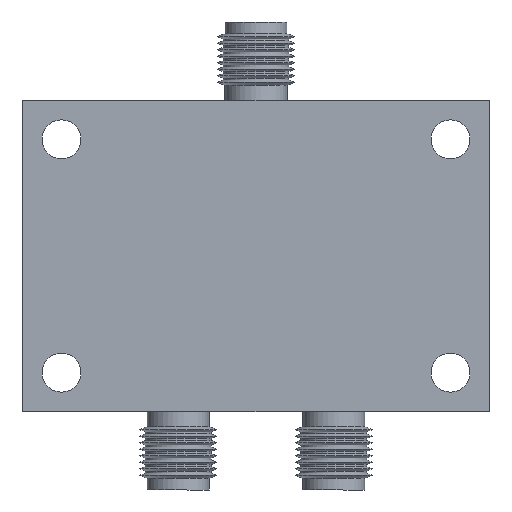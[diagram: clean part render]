
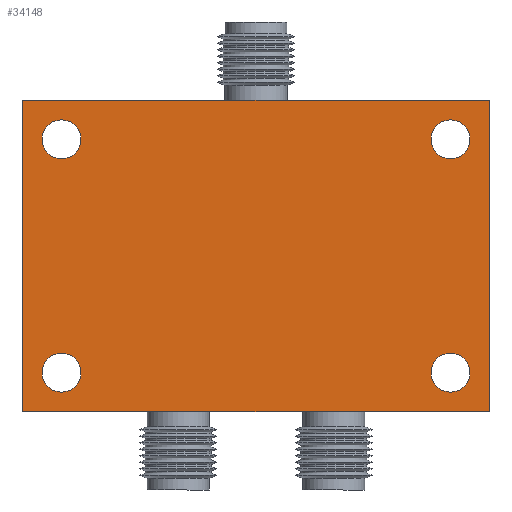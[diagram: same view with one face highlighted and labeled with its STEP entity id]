
A CAD part, front view. The second image highlights one B-rep face of the part: STEP entity #34148.
In plain terms, the highlighted planar face has unit normal (0, -1, 0).
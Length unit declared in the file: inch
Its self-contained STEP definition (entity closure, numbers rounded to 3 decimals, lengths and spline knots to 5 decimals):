
#33 = DIRECTION ( 'NONE',  ( 0., 1., 0. ) ) ;
#76 = FACE_BOUND ( 'NONE', #4365, .T. ) ;
#159 = DIRECTION ( 'NONE',  ( 0., 1., 0. ) ) ;
#197 = CARTESIAN_POINT ( 'NONE',  ( -3.38364, -0.20057, 3.92866 ) ) ;
#349 = CIRCLE ( 'NONE', #4315, 0.0625 ) ;
#502 = AXIS2_PLACEMENT_3D ( 'NONE', #10489, #159, #21411 ) ;
#558 = LINE ( 'NONE', #7533, #18886 ) ;
#663 = AXIS2_PLACEMENT_3D ( 'NONE', #5424, #18740, #2596 ) ;
#1069 = EDGE_LOOP ( 'NONE', ( #8400, #29515, #28117, #5157 ) ) ;
#1875 = DIRECTION ( 'NONE',  ( 0., 0., -1. ) ) ;
#2321 = CIRCLE ( 'NONE', #26454, 0.0625 ) ;
#2328 = CARTESIAN_POINT ( 'NONE',  ( -3.38364, -0.20057, 4.67866 ) ) ;
#2340 = CIRCLE ( 'NONE', #663, 0.0625 ) ;
#2374 = CARTESIAN_POINT ( 'NONE',  ( -3.38364, -0.20057, 3.80366 ) ) ;
#2596 = DIRECTION ( 'NONE',  ( 0., 0., 1. ) ) ;
#2867 = VERTEX_POINT ( 'NONE', #2328 ) ;
#3388 = CARTESIAN_POINT ( 'NONE',  ( -3.25864, -0.20057, 4.74116 ) ) ;
#3695 = DIRECTION ( 'NONE',  ( 0., 1., 0. ) ) ;
#3864 = VERTEX_POINT ( 'NONE', #22636 ) ;
#3892 = CARTESIAN_POINT ( 'NONE',  ( -4.75864, -0.20057, 4.74116 ) ) ;
#4179 = VERTEX_POINT ( 'NONE', #3388 ) ;
#4315 = AXIS2_PLACEMENT_3D ( 'NONE', #29204, #33, #29382 ) ;
#4347 = CARTESIAN_POINT ( 'NONE',  ( -3.25864, -0.20057, 4.74116 ) ) ;
#4365 = EDGE_LOOP ( 'NONE', ( #7465, #5510 ) ) ;
#4722 = DIRECTION ( 'NONE',  ( -1., 0., 0. ) ) ;
#5157 = ORIENTED_EDGE ( 'NONE', *, *, #32264, .F. ) ;
#5424 = CARTESIAN_POINT ( 'NONE',  ( -3.38364, -0.20057, 3.86616 ) ) ;
#5510 = ORIENTED_EDGE ( 'NONE', *, *, #12298, .T. ) ;
#5548 = EDGE_CURVE ( 'NONE', #18165, #17475, #18820, .T. ) ;
#5705 = EDGE_CURVE ( 'NONE', #17475, #18165, #349, .T. ) ;
#6341 = ORIENTED_EDGE ( 'NONE', *, *, #5548, .T. ) ;
#6498 = DIRECTION ( 'NONE',  ( 0., 0., 1. ) ) ;
#7465 = ORIENTED_EDGE ( 'NONE', *, *, #22111, .T. ) ;
#7533 = CARTESIAN_POINT ( 'NONE',  ( -4.75864, -0.20057, 3.74116 ) ) ;
#7653 = EDGE_CURVE ( 'NONE', #18891, #27806, #558, .T. ) ;
#8151 = VERTEX_POINT ( 'NONE', #2374 ) ;
#8303 = ORIENTED_EDGE ( 'NONE', *, *, #27140, .T. ) ;
#8400 = ORIENTED_EDGE ( 'NONE', *, *, #33401, .F. ) ;
#8437 = AXIS2_PLACEMENT_3D ( 'NONE', #29727, #16853, #19684 ) ;
#8823 = LINE ( 'NONE', #30106, #23260 ) ;
#8964 = FACE_BOUND ( 'NONE', #12899, .T. ) ;
#9613 = CARTESIAN_POINT ( 'NONE',  ( -4.63364, -0.20057, 3.86616 ) ) ;
#10489 = CARTESIAN_POINT ( 'NONE',  ( -3.38364, -0.20057, 4.61616 ) ) ;
#10759 = FACE_BOUND ( 'NONE', #24620, .T. ) ;
#11491 = CARTESIAN_POINT ( 'NONE',  ( -4.63364, -0.20057, 4.67866 ) ) ;
#12005 = CARTESIAN_POINT ( 'NONE',  ( -3.38364, -0.20057, 3.86616 ) ) ;
#12298 = EDGE_CURVE ( 'NONE', #21067, #23064, #19611, .T. ) ;
#12899 = EDGE_LOOP ( 'NONE', ( #25895, #6341 ) ) ;
#13093 = EDGE_CURVE ( 'NONE', #8151, #16126, #2340, .T. ) ;
#13578 = DIRECTION ( 'NONE',  ( 0., -1., 0. ) ) ;
#13717 = EDGE_CURVE ( 'NONE', #4179, #18891, #15383, .T. ) ;
#14141 = DIRECTION ( 'NONE',  ( 0., 1., 0. ) ) ;
#14908 = AXIS2_PLACEMENT_3D ( 'NONE', #16705, #33093, #17067 ) ;
#15383 = LINE ( 'NONE', #4347, #27636 ) ;
#15626 = CIRCLE ( 'NONE', #502, 0.0625 ) ;
#15890 = CARTESIAN_POINT ( 'NONE',  ( -4.63364, -0.20057, 3.92866 ) ) ;
#16126 = VERTEX_POINT ( 'NONE', #197 ) ;
#16705 = CARTESIAN_POINT ( 'NONE',  ( -4.63364, -0.20057, 4.61616 ) ) ;
#16842 = PLANE ( 'NONE',  #26275 ) ;
#16853 = DIRECTION ( 'NONE',  ( 0., 1., 0. ) ) ;
#17019 = CARTESIAN_POINT ( 'NONE',  ( -4.75864, -0.20057, 4.74116 ) ) ;
#17067 = DIRECTION ( 'NONE',  ( 0., 0., 1. ) ) ;
#17142 = CARTESIAN_POINT ( 'NONE',  ( -4.63364, -0.20057, 3.80366 ) ) ;
#17475 = VERTEX_POINT ( 'NONE', #11491 ) ;
#17841 = DIRECTION ( 'NONE',  ( 0., 0., 1. ) ) ;
#18165 = VERTEX_POINT ( 'NONE', #19845 ) ;
#18740 = DIRECTION ( 'NONE',  ( 0., 1., 0. ) ) ;
#18820 = CIRCLE ( 'NONE', #14908, 0.0625 ) ;
#18886 = VECTOR ( 'NONE', #4722, 39.37008 ) ;
#18891 = VERTEX_POINT ( 'NONE', #33138 ) ;
#18919 = VECTOR ( 'NONE', #22143, 39.37008 ) ;
#19611 = CIRCLE ( 'NONE', #31427, 0.0625 ) ;
#19684 = DIRECTION ( 'NONE',  ( 0., 0., 1. ) ) ;
#19705 = DIRECTION ( 'NONE',  ( 1., 0., 0. ) ) ;
#19753 = DIRECTION ( 'NONE',  ( 0., 0., 1. ) ) ;
#19845 = CARTESIAN_POINT ( 'NONE',  ( -4.63364, -0.20057, 4.55366 ) ) ;
#20139 = VERTEX_POINT ( 'NONE', #23240 ) ;
#21067 = VERTEX_POINT ( 'NONE', #17142 ) ;
#21411 = DIRECTION ( 'NONE',  ( 0., 0., 1. ) ) ;
#21496 = FACE_BOUND ( 'NONE', #33814, .T. ) ;
#22111 = EDGE_CURVE ( 'NONE', #23064, #21067, #2321, .T. ) ;
#22143 = DIRECTION ( 'NONE',  ( 0., 0., 1. ) ) ;
#22212 = EDGE_CURVE ( 'NONE', #16126, #8151, #28758, .T. ) ;
#22499 = DIRECTION ( 'NONE',  ( 0., 0., -1. ) ) ;
#22636 = CARTESIAN_POINT ( 'NONE',  ( -4.75864, -0.20057, 4.74116 ) ) ;
#23064 = VERTEX_POINT ( 'NONE', #15890 ) ;
#23240 = CARTESIAN_POINT ( 'NONE',  ( -3.38364, -0.20057, 4.55366 ) ) ;
#23260 = VECTOR ( 'NONE', #19705, 39.37008 ) ;
#24019 = ORIENTED_EDGE ( 'NONE', *, *, #25908, .T. ) ;
#24620 = EDGE_LOOP ( 'NONE', ( #26446, #30478 ) ) ;
#25135 = LINE ( 'NONE', #17019, #18919 ) ;
#25895 = ORIENTED_EDGE ( 'NONE', *, *, #5705, .T. ) ;
#25908 = EDGE_CURVE ( 'NONE', #20139, #2867, #15626, .T. ) ;
#26275 = AXIS2_PLACEMENT_3D ( 'NONE', #3892, #13578, #22499 ) ;
#26390 = CIRCLE ( 'NONE', #8437, 0.0625 ) ;
#26446 = ORIENTED_EDGE ( 'NONE', *, *, #22212, .T. ) ;
#26454 = AXIS2_PLACEMENT_3D ( 'NONE', #9613, #31069, #17841 ) ;
#27140 = EDGE_CURVE ( 'NONE', #2867, #20139, #26390, .T. ) ;
#27636 = VECTOR ( 'NONE', #1875, 39.37008 ) ;
#27657 = CARTESIAN_POINT ( 'NONE',  ( -4.75864, -0.20057, 3.74116 ) ) ;
#27775 = FACE_OUTER_BOUND ( 'NONE', #1069, .T. ) ;
#27806 = VERTEX_POINT ( 'NONE', #27657 ) ;
#28117 = ORIENTED_EDGE ( 'NONE', *, *, #13717, .F. ) ;
#28758 = CIRCLE ( 'NONE', #34322, 0.0625 ) ;
#29204 = CARTESIAN_POINT ( 'NONE',  ( -4.63364, -0.20057, 4.61616 ) ) ;
#29382 = DIRECTION ( 'NONE',  ( 0., 0., 1. ) ) ;
#29515 = ORIENTED_EDGE ( 'NONE', *, *, #7653, .F. ) ;
#29727 = CARTESIAN_POINT ( 'NONE',  ( -3.38364, -0.20057, 4.61616 ) ) ;
#30106 = CARTESIAN_POINT ( 'NONE',  ( -4.75864, -0.20057, 4.74116 ) ) ;
#30478 = ORIENTED_EDGE ( 'NONE', *, *, #13093, .T. ) ;
#31069 = DIRECTION ( 'NONE',  ( 0., 1., 0. ) ) ;
#31427 = AXIS2_PLACEMENT_3D ( 'NONE', #33030, #3695, #6498 ) ;
#32264 = EDGE_CURVE ( 'NONE', #3864, #4179, #8823, .T. ) ;
#33030 = CARTESIAN_POINT ( 'NONE',  ( -4.63364, -0.20057, 3.86616 ) ) ;
#33093 = DIRECTION ( 'NONE',  ( 0., 1., 0. ) ) ;
#33138 = CARTESIAN_POINT ( 'NONE',  ( -3.25864, -0.20057, 3.74116 ) ) ;
#33401 = EDGE_CURVE ( 'NONE', #27806, #3864, #25135, .T. ) ;
#33814 = EDGE_LOOP ( 'NONE', ( #8303, #24019 ) ) ;
#34148 = ADVANCED_FACE ( 'NONE', ( #76, #8964, #21496, #10759, #27775 ), #16842, .T. ) ;
#34322 = AXIS2_PLACEMENT_3D ( 'NONE', #12005, #14141, #19753 ) ;
